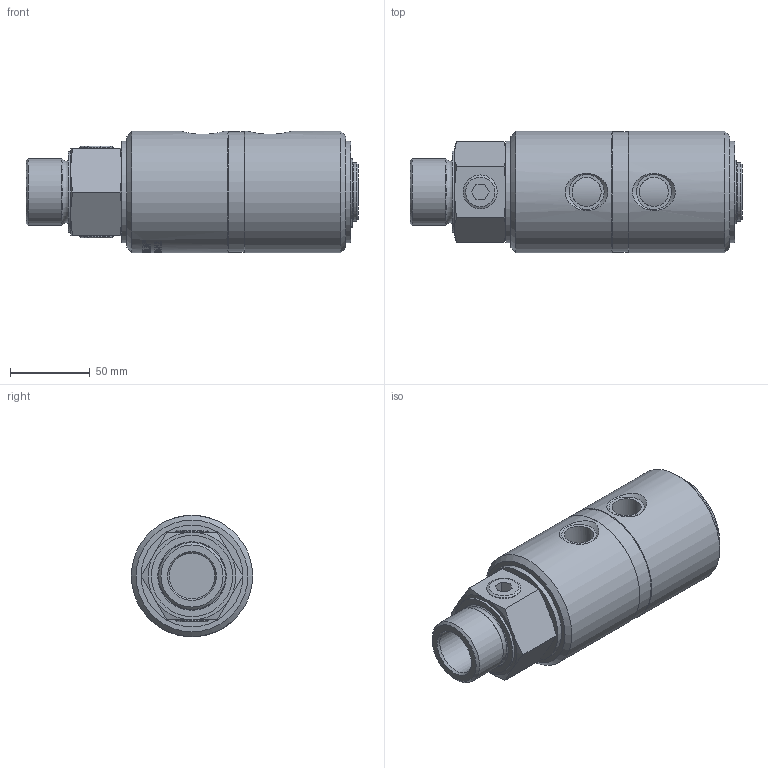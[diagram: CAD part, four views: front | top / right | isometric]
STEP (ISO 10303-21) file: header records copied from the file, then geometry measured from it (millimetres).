
FILE_DESCRIPTION(/* description */ (''),/* implementation_level */ '2;1');
FILE_NAME(/* name */ '1790-001-112-IC.stp',/* time_stamp */ '2020-05-21T10:17:12-05:00',/* author */ ('manton'),/* organization */ (''),/* preprocessor_version */ 'ST-DEVELOPER v18',/* originating_system */ 'Autodesk Inventor 2020',/* authorisation */ '');
FILE_SCHEMA (('AUTOMOTIVE_DESIGN { 1 0 10303 214 3 1 1 }'));
Length unit declared in the file: millimetre
Products named in the file (1): 1790-001-112-IC
Bounding box: 208 x 76 x 76 mm (x, y, z)
Volume: 730538.9 mm3; surface area: 62951.4 mm2
Topology: 1 solids, 7 shells, 397 faces, 1004 edges, 672 vertices
Faces by surface type: plane 180, bspline 103, cylinder 82, cone 31, torus 1
Full cylindrical faces by diameter (mm): 1.981 x2, 3 x1, 4 x1, 13 x4, 18.25 x4, 28.63 x1, 34.35 x1, 36.58 x1, 41.91 x1, 42.9 x1, 50.8 x1, 63.75 x2, 75.5 x1, 76 x2
Entity records: 16446 total; most frequent: CARTESIAN_POINT 7155, ORIENTED_EDGE 2006, DIRECTION 1645, EDGE_CURVE 1003, VERTEX_POINT 672, AXIS2_PLACEMENT_3D 616, EDGE_LOOP 449, LINE 413
